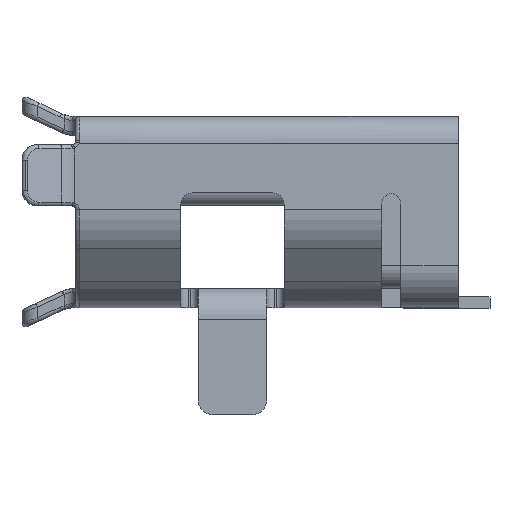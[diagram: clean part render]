
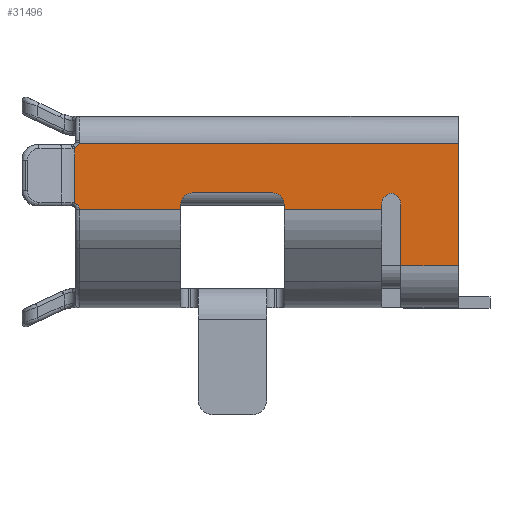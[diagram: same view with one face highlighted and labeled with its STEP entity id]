
A CAD part, left-side view. The second image highlights one B-rep face of the part: STEP entity #31496.
In plain terms, the highlighted planar face has unit normal (-1, 0, 0).
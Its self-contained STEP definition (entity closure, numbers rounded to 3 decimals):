
#119 = CARTESIAN_POINT ( 'NONE',  ( -3.75, -1.95, 1.333 ) ) ;
#855 = CARTESIAN_POINT ( 'NONE',  ( -3.75, -2.95, 1.333 ) ) ;
#1391 = CIRCLE ( 'NONE', #17526, 0.15 ) ;
#1566 = CIRCLE ( 'NONE', #24025, 0.1 ) ;
#2032 = EDGE_CURVE ( 'NONE', #15891, #25967, #1566, .T. ) ;
#2225 = ORIENTED_EDGE ( 'NONE', *, *, #2032, .T. ) ;
#2402 = DIRECTION ( 'NONE',  ( 1., 0., 0. ) ) ;
#3325 = VERTEX_POINT ( 'NONE', #33311 ) ;
#4027 = VECTOR ( 'NONE', #18315, 1000. ) ;
#4233 = DIRECTION ( 'NONE',  ( 0., 1., 0. ) ) ;
#4271 = EDGE_CURVE ( 'NONE', #3325, #19915, #19464, .T. ) ;
#4408 = ORIENTED_EDGE ( 'NONE', *, *, #30827, .T. ) ;
#4657 = CARTESIAN_POINT ( 'NONE',  ( -3.75, 2.061, 2.138 ) ) ;
#4812 = CARTESIAN_POINT ( 'NONE',  ( -3.75, -0.525, 1.55 ) ) ;
#4860 = DIRECTION ( 'NONE',  ( 0., 1., 0. ) ) ;
#5069 = CARTESIAN_POINT ( 'NONE',  ( -3.75, 2.061, 2.55 ) ) ;
#5222 = CARTESIAN_POINT ( 'NONE',  ( -3.75, 2.1, 2.23 ) ) ;
#5271 = CARTESIAN_POINT ( 'NONE',  ( -3.75, -0.525, 1.4 ) ) ;
#5472 = CARTESIAN_POINT ( 'NONE',  ( -3.75, 0.525, 1.4 ) ) ;
#5647 = AXIS2_PLACEMENT_3D ( 'NONE', #25622, #33664, #20036 ) ;
#5650 = AXIS2_PLACEMENT_3D ( 'NONE', #24770, #17389, #22408 ) ;
#5744 = ORIENTED_EDGE ( 'NONE', *, *, #21952, .F. ) ;
#5888 = EDGE_CURVE ( 'NONE', #34456, #27893, #16831, .T. ) ;
#5894 = VECTOR ( 'NONE', #4860, 1000. ) ;
#6214 = LINE ( 'NONE', #33515, #16676 ) ;
#6413 = PLANE ( 'NONE',  #5650 ) ;
#6478 = DIRECTION ( 'NONE',  ( 0., 1., 0. ) ) ;
#6821 = AXIS2_PLACEMENT_3D ( 'NONE', #5472, #2402, #10514 ) ;
#7382 = EDGE_CURVE ( 'NONE', #34456, #15428, #29764, .T. ) ;
#7520 = CARTESIAN_POINT ( 'NONE',  ( -3.75, 2.061, 1.422 ) ) ;
#7810 = CARTESIAN_POINT ( 'NONE',  ( -3.75, 0.675, 1.333 ) ) ;
#7917 = CARTESIAN_POINT ( 'NONE',  ( -3.75, 0.675, 1.55 ) ) ;
#8050 = EDGE_CURVE ( 'NONE', #9825, #11947, #8056, .T. ) ;
#8056 = LINE ( 'NONE', #13612, #16626 ) ;
#8479 = VERTEX_POINT ( 'NONE', #23456 ) ;
#8579 = DIRECTION ( 'NONE',  ( 1., 0., 0. ) ) ;
#8759 = VERTEX_POINT ( 'NONE', #19777 ) ;
#8867 = DIRECTION ( 'NONE',  ( 0., 0., -1. ) ) ;
#9062 = LINE ( 'NONE', #23131, #29426 ) ;
#9081 = DIRECTION ( 'NONE',  ( 0., 0., -1. ) ) ;
#9380 = ORIENTED_EDGE ( 'NONE', *, *, #18149, .T. ) ;
#9420 = VERTEX_POINT ( 'NONE', #23501 ) ;
#9825 = VERTEX_POINT ( 'NONE', #11214 ) ;
#10011 = LINE ( 'NONE', #31956, #4027 ) ;
#10101 = DIRECTION ( 'NONE',  ( 0., 0., -1. ) ) ;
#10514 = DIRECTION ( 'NONE',  ( 0., 1., 0. ) ) ;
#10631 = VERTEX_POINT ( 'NONE', #119 ) ;
#10745 = ORIENTED_EDGE ( 'NONE', *, *, #5888, .F. ) ;
#10912 = DIRECTION ( 'NONE',  ( 0., 1., 0. ) ) ;
#11003 = CARTESIAN_POINT ( 'NONE',  ( -3.75, 0.675, 1.4 ) ) ;
#11209 = CARTESIAN_POINT ( 'NONE',  ( -3.75, 0.675, 10.116 ) ) ;
#11214 = CARTESIAN_POINT ( 'NONE',  ( -3.75, -0.675, 1.4 ) ) ;
#11456 = DIRECTION ( 'NONE',  ( 0., 1., 0. ) ) ;
#11947 = VERTEX_POINT ( 'NONE', #34375 ) ;
#12299 = LINE ( 'NONE', #31724, #17858 ) ;
#12449 = DIRECTION ( 'NONE',  ( 0., 1., 0. ) ) ;
#12822 = VECTOR ( 'NONE', #10101, 1000. ) ;
#13034 = VECTOR ( 'NONE', #15650, 1000. ) ;
#13612 = CARTESIAN_POINT ( 'NONE',  ( -3.75, -0.675, 10.116 ) ) ;
#13801 = DIRECTION ( 'NONE',  ( 0., 0., -1. ) ) ;
#14865 = CARTESIAN_POINT ( 'NONE',  ( -3.75, -2.95, 2.55 ) ) ;
#15080 = VERTEX_POINT ( 'NONE', #4812 ) ;
#15428 = VERTEX_POINT ( 'NONE', #30958 ) ;
#15650 = DIRECTION ( 'NONE',  ( 0., 0., -1. ) ) ;
#15672 = VECTOR ( 'NONE', #6478, 1000. ) ;
#15710 = ORIENTED_EDGE ( 'NONE', *, *, #30420, .T. ) ;
#15891 = VERTEX_POINT ( 'NONE', #7520 ) ;
#16065 = LINE ( 'NONE', #5069, #12822 ) ;
#16137 = CIRCLE ( 'NONE', #20721, 0.15 ) ;
#16405 = EDGE_CURVE ( 'NONE', #9420, #19292, #20172, .T. ) ;
#16626 = VECTOR ( 'NONE', #13801, 1000. ) ;
#16676 = VECTOR ( 'NONE', #22398, 1000. ) ;
#16798 = ORIENTED_EDGE ( 'NONE', *, *, #22795, .F. ) ;
#16831 = LINE ( 'NONE', #11209, #21552 ) ;
#17291 = EDGE_CURVE ( 'NONE', #15080, #15428, #27004, .T. ) ;
#17309 = EDGE_CURVE ( 'NONE', #27893, #25967, #30580, .T. ) ;
#17389 = DIRECTION ( 'NONE',  ( 1., 0., 0. ) ) ;
#17526 = AXIS2_PLACEMENT_3D ( 'NONE', #5271, #29196, #34726 ) ;
#17544 = CARTESIAN_POINT ( 'NONE',  ( -3.75, 2., 1.333 ) ) ;
#17858 = VECTOR ( 'NONE', #4233, 1000. ) ;
#17958 = LINE ( 'NONE', #14865, #30693 ) ;
#18149 = EDGE_CURVE ( 'NONE', #15080, #9825, #1391, .T. ) ;
#18309 = ORIENTED_EDGE ( 'NONE', *, *, #28572, .T. ) ;
#18315 = DIRECTION ( 'NONE',  ( 0., -1., 0. ) ) ;
#18692 = ORIENTED_EDGE ( 'NONE', *, *, #16405, .T. ) ;
#18831 = ORIENTED_EDGE ( 'NONE', *, *, #25187, .T. ) ;
#19292 = VERTEX_POINT ( 'NONE', #4657 ) ;
#19464 = CIRCLE ( 'NONE', #5647, 0.15 ) ;
#19721 = ORIENTED_EDGE ( 'NONE', *, *, #7382, .T. ) ;
#19777 = CARTESIAN_POINT ( 'NONE',  ( -3.75, -1.95, 1.4 ) ) ;
#19915 = VERTEX_POINT ( 'NONE', #32499 ) ;
#20036 = DIRECTION ( 'NONE',  ( 0., 1., 0. ) ) ;
#20172 = CIRCLE ( 'NONE', #31069, 0.1 ) ;
#20467 = ORIENTED_EDGE ( 'NONE', *, *, #32429, .T. ) ;
#20721 = AXIS2_PLACEMENT_3D ( 'NONE', #26786, #21380, #10912 ) ;
#20910 = CARTESIAN_POINT ( 'NONE',  ( -3.75, -2.2, 0.6 ) ) ;
#21380 = DIRECTION ( 'NONE',  ( 1., 0., 0. ) ) ;
#21419 = VERTEX_POINT ( 'NONE', #20910 ) ;
#21552 = VECTOR ( 'NONE', #8867, 1000. ) ;
#21729 = LINE ( 'NONE', #24118, #13034 ) ;
#21946 = DIRECTION ( 'NONE',  ( 1., 0., 0. ) ) ;
#21952 = EDGE_CURVE ( 'NONE', #8759, #10631, #6214, .T. ) ;
#22297 = CARTESIAN_POINT ( 'NONE',  ( -3.75, -2.95, 2.2 ) ) ;
#22367 = ORIENTED_EDGE ( 'NONE', *, *, #25656, .F. ) ;
#22398 = DIRECTION ( 'NONE',  ( 0., 0., -1. ) ) ;
#22408 = DIRECTION ( 'NONE',  ( 0., 1., 0. ) ) ;
#22795 = EDGE_CURVE ( 'NONE', #10631, #11947, #9062, .T. ) ;
#23131 = CARTESIAN_POINT ( 'NONE',  ( -3.75, -2.95, 1.333 ) ) ;
#23456 = CARTESIAN_POINT ( 'NONE',  ( -3.75, -2.95, 0.6 ) ) ;
#23501 = CARTESIAN_POINT ( 'NONE',  ( -3.75, 2.005, 2.2 ) ) ;
#24025 = AXIS2_PLACEMENT_3D ( 'NONE', #33197, #8579, #11456 ) ;
#24118 = CARTESIAN_POINT ( 'NONE',  ( -3.75, -2.2, 0.6 ) ) ;
#24589 = ORIENTED_EDGE ( 'NONE', *, *, #17309, .F. ) ;
#24770 = CARTESIAN_POINT ( 'NONE',  ( -3.75, 2.15, 2.55 ) ) ;
#25187 = EDGE_CURVE ( 'NONE', #19292, #15891, #16065, .T. ) ;
#25317 = FACE_OUTER_BOUND ( 'NONE', #29467, .T. ) ;
#25622 = CARTESIAN_POINT ( 'NONE',  ( -3.75, -2.05, 1.4 ) ) ;
#25656 = EDGE_CURVE ( 'NONE', #31083, #8479, #17958, .T. ) ;
#25663 = DIRECTION ( 'NONE',  ( 0., 1., 0. ) ) ;
#25967 = VERTEX_POINT ( 'NONE', #17544 ) ;
#26392 = ORIENTED_EDGE ( 'NONE', *, *, #8050, .T. ) ;
#26786 = CARTESIAN_POINT ( 'NONE',  ( -3.75, -2.1, 1.4 ) ) ;
#27004 = LINE ( 'NONE', #7917, #5894 ) ;
#27893 = VERTEX_POINT ( 'NONE', #7810 ) ;
#28572 = EDGE_CURVE ( 'NONE', #19915, #21419, #21729, .T. ) ;
#29196 = DIRECTION ( 'NONE',  ( 1., 0., 0. ) ) ;
#29426 = VECTOR ( 'NONE', #25663, 1000. ) ;
#29467 = EDGE_LOOP ( 'NONE', ( #4408, #18692, #18831, #2225, #24589, #10745, #19721, #32509, #9380, #26392, #16798, #5744, #15710, #32741, #18309, #20467, #22367 ) ) ;
#29764 = CIRCLE ( 'NONE', #6821, 0.15 ) ;
#30420 = EDGE_CURVE ( 'NONE', #8759, #3325, #16137, .T. ) ;
#30580 = LINE ( 'NONE', #855, #15672 ) ;
#30693 = VECTOR ( 'NONE', #9081, 1000. ) ;
#30827 = EDGE_CURVE ( 'NONE', #31083, #9420, #12299, .T. ) ;
#30958 = CARTESIAN_POINT ( 'NONE',  ( -3.75, 0.525, 1.55 ) ) ;
#31069 = AXIS2_PLACEMENT_3D ( 'NONE', #5222, #21946, #12449 ) ;
#31083 = VERTEX_POINT ( 'NONE', #22297 ) ;
#31496 = ADVANCED_FACE ( 'NONE', ( #25317 ), #6413, .F. ) ;
#31724 = CARTESIAN_POINT ( 'NONE',  ( -3.75, -2.95, 2.2 ) ) ;
#31956 = CARTESIAN_POINT ( 'NONE',  ( -3.75, -0.06, 0.6 ) ) ;
#32429 = EDGE_CURVE ( 'NONE', #21419, #8479, #10011, .T. ) ;
#32499 = CARTESIAN_POINT ( 'NONE',  ( -3.75, -2.2, 1.4 ) ) ;
#32509 = ORIENTED_EDGE ( 'NONE', *, *, #17291, .F. ) ;
#32741 = ORIENTED_EDGE ( 'NONE', *, *, #4271, .T. ) ;
#33197 = CARTESIAN_POINT ( 'NONE',  ( -3.75, 2.1, 1.33 ) ) ;
#33311 = CARTESIAN_POINT ( 'NONE',  ( -3.75, -2.075, 1.548 ) ) ;
#33515 = CARTESIAN_POINT ( 'NONE',  ( -3.75, -1.95, 10.116 ) ) ;
#33664 = DIRECTION ( 'NONE',  ( 1., 0., 0. ) ) ;
#34375 = CARTESIAN_POINT ( 'NONE',  ( -3.75, -0.675, 1.333 ) ) ;
#34456 = VERTEX_POINT ( 'NONE', #11003 ) ;
#34726 = DIRECTION ( 'NONE',  ( 0., 1., 0. ) ) ;
